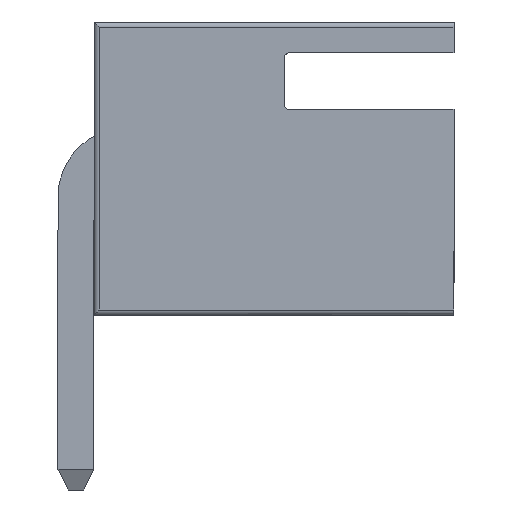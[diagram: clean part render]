
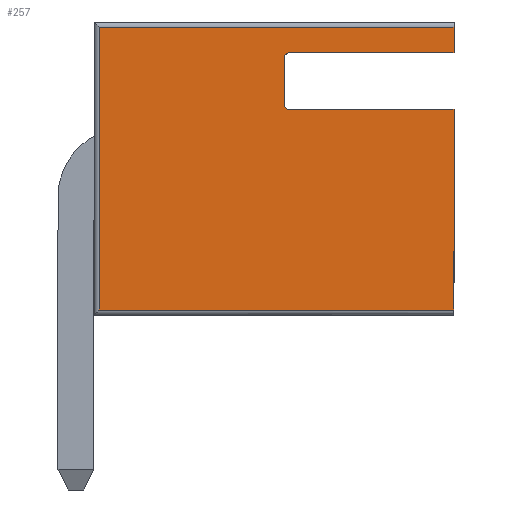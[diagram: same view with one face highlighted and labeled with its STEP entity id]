
A CAD part, left-side view. The second image highlights one B-rep face of the part: STEP entity #257.
In plain terms, the highlighted planar face has unit normal (-1, 0, 0).
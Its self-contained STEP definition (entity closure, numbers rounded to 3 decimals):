
#257 = ADVANCED_FACE ( 'NONE', ( #19003 ), #5780, .F. ) ;
#319 = CARTESIAN_POINT ( 'NONE',  ( -2.5, 4.3, 6.35 ) ) ;
#455 = LINE ( 'NONE', #17983, #3516 ) ;
#787 = DIRECTION ( 'NONE',  ( 1., 0., 0. ) ) ;
#842 = VECTOR ( 'NONE', #5606, 1000. ) ;
#1544 = VERTEX_POINT ( 'NONE', #17720 ) ;
#1547 = VERTEX_POINT ( 'NONE', #17632 ) ;
#1810 = VERTEX_POINT ( 'NONE', #7281 ) ;
#2046 = DIRECTION ( 'NONE',  ( 0., 1., 0. ) ) ;
#2410 = ORIENTED_EDGE ( 'NONE', *, *, #16332, .T. ) ;
#2457 = EDGE_LOOP ( 'NONE', ( #10969, #13370, #7401, #11841, #6436, #10389, #8327, #2410, #8163, #8600 ) ) ;
#2460 = VERTEX_POINT ( 'NONE', #10185 ) ;
#2953 = CARTESIAN_POINT ( 'NONE',  ( -2.5, 0.6, 8.05 ) ) ;
#3208 = EDGE_CURVE ( 'NONE', #1547, #5708, #10364, .T. ) ;
#3516 = VECTOR ( 'NONE', #18074, 1000. ) ;
#4195 = CARTESIAN_POINT ( 'NONE',  ( -2.5, 4.3, 2.45 ) ) ;
#4368 = VERTEX_POINT ( 'NONE', #16651 ) ;
#4439 = CIRCLE ( 'NONE', #6904, 0.1 ) ;
#4591 = VECTOR ( 'NONE', #8526, 1000. ) ;
#4852 = VECTOR ( 'NONE', #14991, 1000. ) ;
#4883 = VERTEX_POINT ( 'NONE', #16490 ) ;
#5173 = DIRECTION ( 'NONE',  ( 0., 1., 0. ) ) ;
#5606 = DIRECTION ( 'NONE',  ( 0., -1., 0. ) ) ;
#5708 = VERTEX_POINT ( 'NONE', #6379 ) ;
#5780 = PLANE ( 'NONE',  #16621 ) ;
#6379 = CARTESIAN_POINT ( 'NONE',  ( -2.5, 0.6, 6.45 ) ) ;
#6436 = ORIENTED_EDGE ( 'NONE', *, *, #7148, .F. ) ;
#6516 = VECTOR ( 'NONE', #14729, 1000. ) ;
#6904 = AXIS2_PLACEMENT_3D ( 'NONE', #17247, #9908, #8456 ) ;
#7148 = EDGE_CURVE ( 'NONE', #4368, #1810, #8306, .T. ) ;
#7279 = LINE ( 'NONE', #2953, #8624 ) ;
#7281 = CARTESIAN_POINT ( 'NONE',  ( -2.5, -2.7, 2.45 ) ) ;
#7401 = ORIENTED_EDGE ( 'NONE', *, *, #12542, .T. ) ;
#7748 = CARTESIAN_POINT ( 'NONE',  ( -2.5, -2.7, 7.95 ) ) ;
#7920 = LINE ( 'NONE', #319, #4852 ) ;
#8163 = ORIENTED_EDGE ( 'NONE', *, *, #10999, .T. ) ;
#8306 = LINE ( 'NONE', #18827, #10244 ) ;
#8327 = ORIENTED_EDGE ( 'NONE', *, *, #3208, .T. ) ;
#8456 = DIRECTION ( 'NONE',  ( 0., 1., 0. ) ) ;
#8526 = DIRECTION ( 'NONE',  ( 0., -1., 0. ) ) ;
#8600 = ORIENTED_EDGE ( 'NONE', *, *, #14214, .T. ) ;
#8624 = VECTOR ( 'NONE', #13179, 1000. ) ;
#9233 = VECTOR ( 'NONE', #15564, 1000. ) ;
#9379 = VERTEX_POINT ( 'NONE', #14723 ) ;
#9908 = DIRECTION ( 'NONE',  ( 1., 0., 0. ) ) ;
#10050 = CARTESIAN_POINT ( 'NONE',  ( -2.5, 4.3, 7.45 ) ) ;
#10185 = CARTESIAN_POINT ( 'NONE',  ( -2.5, 4.2, 7.95 ) ) ;
#10194 = EDGE_CURVE ( 'NONE', #15841, #4883, #14556, .T. ) ;
#10244 = VECTOR ( 'NONE', #12944, 1000. ) ;
#10364 = CIRCLE ( 'NONE', #14393, 0.1 ) ;
#10389 = ORIENTED_EDGE ( 'NONE', *, *, #17512, .T. ) ;
#10890 = VERTEX_POINT ( 'NONE', #13774 ) ;
#10969 = ORIENTED_EDGE ( 'NONE', *, *, #10194, .F. ) ;
#10999 = EDGE_CURVE ( 'NONE', #10890, #1544, #4439, .T. ) ;
#11382 = LINE ( 'NONE', #10050, #842 ) ;
#11514 = EDGE_CURVE ( 'NONE', #15841, #2460, #455, .T. ) ;
#11841 = ORIENTED_EDGE ( 'NONE', *, *, #15744, .T. ) ;
#12542 = EDGE_CURVE ( 'NONE', #2460, #9379, #12556, .T. ) ;
#12556 = LINE ( 'NONE', #18152, #9233 ) ;
#12944 = DIRECTION ( 'NONE',  ( 0., 0., -1. ) ) ;
#13179 = DIRECTION ( 'NONE',  ( 0., 0., 1. ) ) ;
#13370 = ORIENTED_EDGE ( 'NONE', *, *, #11514, .T. ) ;
#13774 = CARTESIAN_POINT ( 'NONE',  ( -2.5, 0.6, 7.35 ) ) ;
#14214 = EDGE_CURVE ( 'NONE', #1544, #4883, #11382, .T. ) ;
#14393 = AXIS2_PLACEMENT_3D ( 'NONE', #18126, #16599, #2046 ) ;
#14452 = CARTESIAN_POINT ( 'NONE',  ( -2.5, -2.7, 8.05 ) ) ;
#14556 = LINE ( 'NONE', #14452, #6516 ) ;
#14723 = CARTESIAN_POINT ( 'NONE',  ( -2.5, 4.2, 2.45 ) ) ;
#14729 = DIRECTION ( 'NONE',  ( 0., 0., -1. ) ) ;
#14991 = DIRECTION ( 'NONE',  ( 0., 1., 0. ) ) ;
#15564 = DIRECTION ( 'NONE',  ( 0., 0., -1. ) ) ;
#15744 = EDGE_CURVE ( 'NONE', #9379, #1810, #19045, .T. ) ;
#15841 = VERTEX_POINT ( 'NONE', #7748 ) ;
#16332 = EDGE_CURVE ( 'NONE', #5708, #10890, #7279, .T. ) ;
#16490 = CARTESIAN_POINT ( 'NONE',  ( -2.5, -2.7, 7.45 ) ) ;
#16599 = DIRECTION ( 'NONE',  ( 1., 0., 0. ) ) ;
#16621 = AXIS2_PLACEMENT_3D ( 'NONE', #18315, #787, #5173 ) ;
#16651 = CARTESIAN_POINT ( 'NONE',  ( -2.5, -2.7, 6.35 ) ) ;
#17247 = CARTESIAN_POINT ( 'NONE',  ( -2.5, 0.5, 7.35 ) ) ;
#17512 = EDGE_CURVE ( 'NONE', #4368, #1547, #7920, .T. ) ;
#17632 = CARTESIAN_POINT ( 'NONE',  ( -2.5, 0.5, 6.35 ) ) ;
#17720 = CARTESIAN_POINT ( 'NONE',  ( -2.5, 0.5, 7.45 ) ) ;
#17983 = CARTESIAN_POINT ( 'NONE',  ( -2.5, 4.3, 7.95 ) ) ;
#18074 = DIRECTION ( 'NONE',  ( 0., 1., 0. ) ) ;
#18126 = CARTESIAN_POINT ( 'NONE',  ( -2.5, 0.5, 6.45 ) ) ;
#18152 = CARTESIAN_POINT ( 'NONE',  ( -2.5, 4.2, 8.05 ) ) ;
#18315 = CARTESIAN_POINT ( 'NONE',  ( -2.5, 4.3, 8.05 ) ) ;
#18827 = CARTESIAN_POINT ( 'NONE',  ( -2.5, -2.7, 8.05 ) ) ;
#19003 = FACE_OUTER_BOUND ( 'NONE', #2457, .T. ) ;
#19045 = LINE ( 'NONE', #4195, #4591 ) ;
